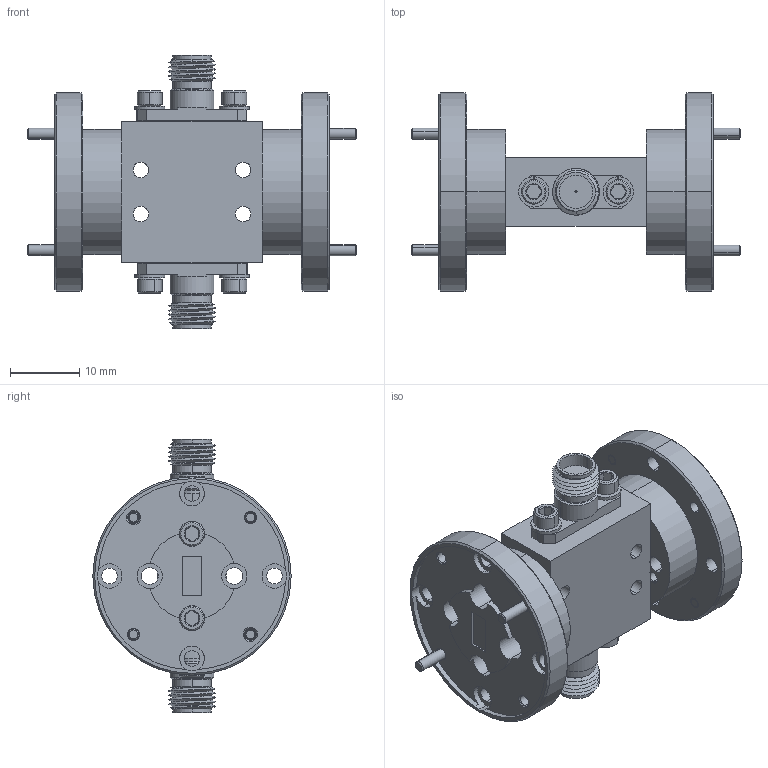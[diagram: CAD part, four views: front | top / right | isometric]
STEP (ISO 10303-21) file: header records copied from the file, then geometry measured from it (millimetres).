
FILE_DESCRIPTION (( 'STEP AP203' ), '1' );
FILE_NAME ('SFQ-33350312-2222SF-N1-M.STEP', '2021-11-01T23:40:16', ( '' ), ( '' ), 'SwSTEP 2.0', 'SolidWorks 2021', '' );
FILE_SCHEMA (( 'CONFIG_CONTROL_DESIGN' ));
Products named in the file (1): SFQ-33350312-2222SF-N1-M
Bounding box: 47.37 x 28.57 x 39.37 mm (x, y, z)
Volume: 11307 mm3; surface area: 10382.3 mm2
Topology: 23 solids, 23 shells, 1670 faces, 4419 edges, 2844 vertices
Faces by surface type: cylinder 700, plane 512, bspline 250, cone 204, torus 4
Entity records: 71220 total; most frequent: CARTESIAN_POINT 33804, ORIENTED_EDGE 8774, DIRECTION 6485, EDGE_CURVE 4387, VERTEX_POINT 2844, AXIS2_PLACEMENT_3D 2165, VECTOR 2155, LINE 2155
